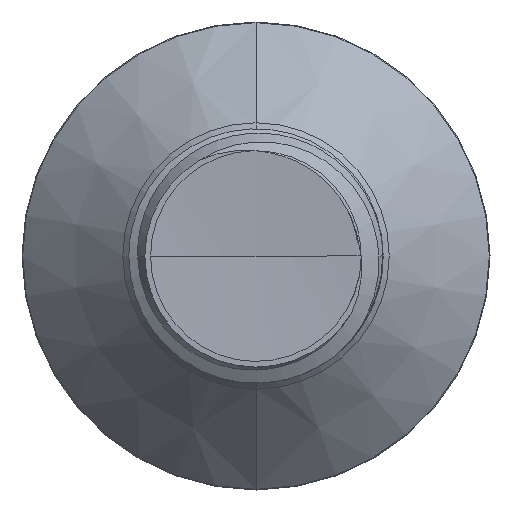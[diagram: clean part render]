
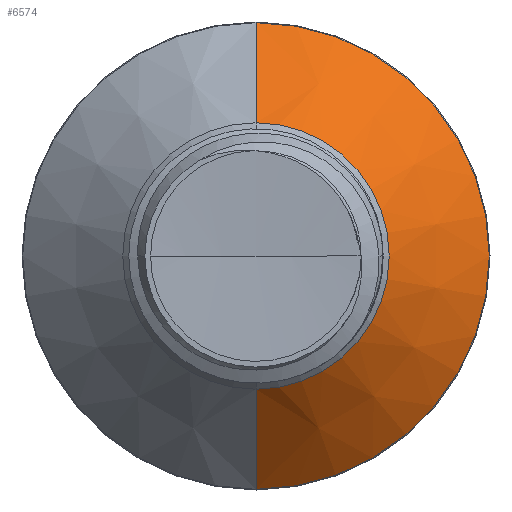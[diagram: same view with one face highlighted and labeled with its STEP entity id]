
A CAD part, front view. The second image highlights one B-rep face of the part: STEP entity #6574.
In plain terms, the highlighted conical face has half-angle 45 degrees and reference radius 2.619 mm.
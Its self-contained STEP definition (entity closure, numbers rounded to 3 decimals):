
#140 = DIRECTION ( 'NONE',  ( 0., 0., 1. ) ) ;
#1028 = EDGE_LOOP ( 'NONE', ( #13406, #1770, #5805, #9931 ) ) ;
#1770 = ORIENTED_EDGE ( 'NONE', *, *, #9314, .T. ) ;
#2237 = VERTEX_POINT ( 'NONE', #8765 ) ;
#3060 = CARTESIAN_POINT ( 'NONE',  ( 0., 6.131, -2.619 ) ) ;
#3294 = CIRCLE ( 'NONE', #5947, 2.619 ) ;
#3386 = DIRECTION ( 'NONE',  ( 0., 1., 0. ) ) ;
#4383 = AXIS2_PLACEMENT_3D ( 'NONE', #12547, #3386, #14021 ) ;
#4394 = DIRECTION ( 'NONE',  ( 0., 0.707, 0.707 ) ) ;
#5429 = VECTOR ( 'NONE', #4394, 1000. ) ;
#5582 = CARTESIAN_POINT ( 'NONE',  ( 0., 6.131, -2.619 ) ) ;
#5659 = VERTEX_POINT ( 'NONE', #13847 ) ;
#5805 = ORIENTED_EDGE ( 'NONE', *, *, #8295, .F. ) ;
#5947 = AXIS2_PLACEMENT_3D ( 'NONE', #8742, #18849, #10270 ) ;
#6409 = LINE ( 'NONE', #12037, #5429 ) ;
#6574 = ADVANCED_FACE ( 'NONE', ( #14911 ), #18206, .T. ) ;
#8295 = EDGE_CURVE ( 'NONE', #2237, #19145, #12138, .T. ) ;
#8742 = CARTESIAN_POINT ( 'NONE',  ( 0., 6.131, 0. ) ) ;
#8765 = CARTESIAN_POINT ( 'NONE',  ( 0., 8.098, 4.586 ) ) ;
#9314 = EDGE_CURVE ( 'NONE', #12659, #19145, #13733, .T. ) ;
#9781 = VECTOR ( 'NONE', #15171, 1000. ) ;
#9931 = ORIENTED_EDGE ( 'NONE', *, *, #16666, .F. ) ;
#10270 = DIRECTION ( 'NONE',  ( 0., 0., 1. ) ) ;
#10767 = DIRECTION ( 'NONE',  ( 0., 1., 0. ) ) ;
#12037 = CARTESIAN_POINT ( 'NONE',  ( 0., 6.131, 2.619 ) ) ;
#12138 = CIRCLE ( 'NONE', #4383, 4.586 ) ;
#12541 = EDGE_CURVE ( 'NONE', #5659, #12659, #3294, .T. ) ;
#12547 = CARTESIAN_POINT ( 'NONE',  ( 0., 8.098, 0. ) ) ;
#12659 = VERTEX_POINT ( 'NONE', #5582 ) ;
#13406 = ORIENTED_EDGE ( 'NONE', *, *, #12541, .T. ) ;
#13496 = AXIS2_PLACEMENT_3D ( 'NONE', #13711, #10767, #140 ) ;
#13711 = CARTESIAN_POINT ( 'NONE',  ( 0., 6.131, 0. ) ) ;
#13733 = LINE ( 'NONE', #3060, #9781 ) ;
#13847 = CARTESIAN_POINT ( 'NONE',  ( 0., 6.131, 2.619 ) ) ;
#14021 = DIRECTION ( 'NONE',  ( 0., 0., 1. ) ) ;
#14328 = CARTESIAN_POINT ( 'NONE',  ( 0., 8.098, -4.586 ) ) ;
#14911 = FACE_OUTER_BOUND ( 'NONE', #1028, .T. ) ;
#15171 = DIRECTION ( 'NONE',  ( 0., 0.707, -0.707 ) ) ;
#16666 = EDGE_CURVE ( 'NONE', #5659, #2237, #6409, .T. ) ;
#18206 = CONICAL_SURFACE ( 'NONE', #13496, 2.619, 0.785 ) ;
#18849 = DIRECTION ( 'NONE',  ( 0., 1., 0. ) ) ;
#19145 = VERTEX_POINT ( 'NONE', #14328 ) ;
